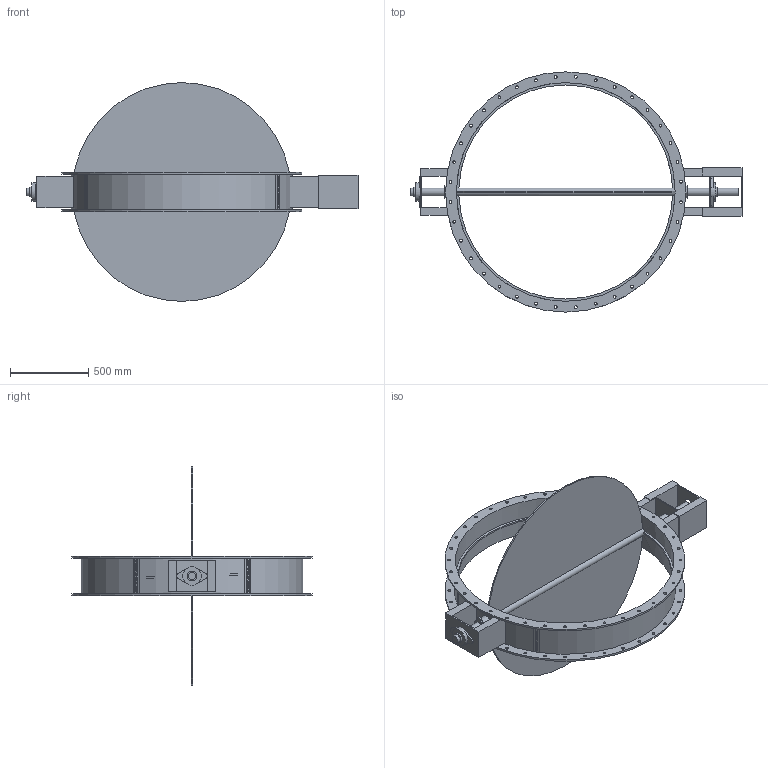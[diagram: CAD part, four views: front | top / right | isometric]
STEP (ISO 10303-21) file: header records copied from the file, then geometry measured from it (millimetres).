
FILE_DESCRIPTION(/* description */ ('SWEDENBORG – Quotation model (for reference)'),/* implementation_level */ '2;1');
FILE_NAME(/* name */ 'SWEDAMPER-S200-DN1400.stp',/* time_stamp */ '2026-02-06T11:58:29+01:00',/* author */ ('HB'),/* organization */ (''),/* preprocessor_version */ 'ST-DEVELOPER v20',/* originating_system */ 'Autodesk Inventor 2025',/* authorisation */ '');
FILE_SCHEMA (('AUTOMOTIVE_DESIGN { 1 0 10303 214 3 1 1 }'));
Length unit declared in the file: millimetre
Products named in the file (1): OffGen_Rund1ax
Bounding box: 2125 x 1538 x 1400 mm (x, y, z)
Volume: 47778782.4 mm3; surface area: 7788962.2 mm2
Topology: 1 solids, 1 shells, 740 faces, 2010 edges, 1341 vertices
Faces by surface type: plane 456, bspline 168, cylinder 116
Full cylindrical faces by diameter (mm): 18 x72, 50 x5, 62 x2, 70 x1, 75 x2, 117 x2, 1400 x2, 1538 x2
Entity records: 25935 total; most frequent: CARTESIAN_POINT 7264, ORIENTED_EDGE 4020, DIRECTION 3043, EDGE_CURVE 2010, LINE 1405, VECTOR 1405, VERTEX_POINT 1341, EDGE_LOOP 969
